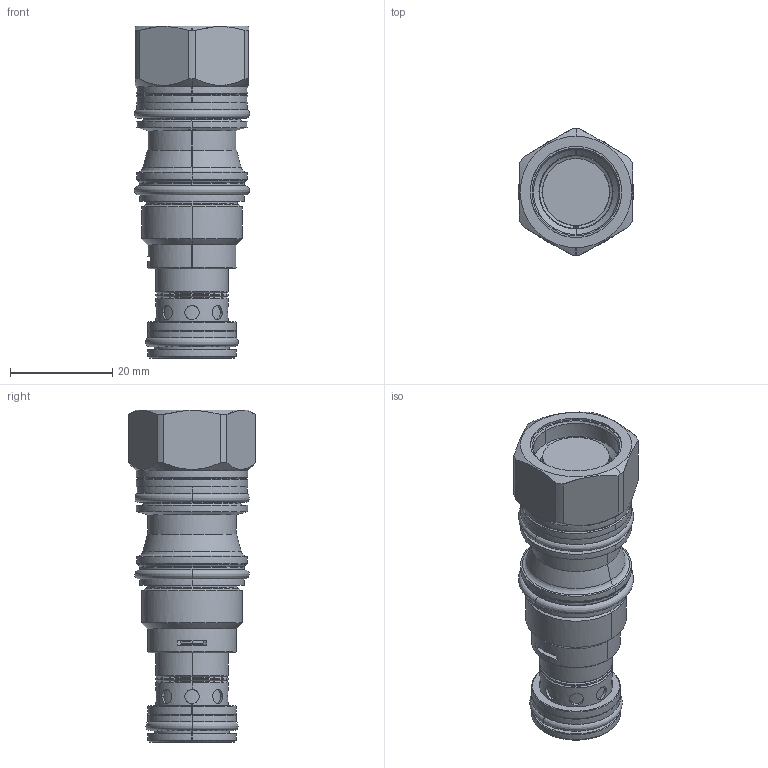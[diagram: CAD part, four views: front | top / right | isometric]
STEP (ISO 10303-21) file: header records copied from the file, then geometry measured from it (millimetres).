
FILE_DESCRIPTION((''),'2;1');
FILE_NAME('RSDC8WN_SW_PRT','2019-02-19T',('charlief'),(''),'PRO/ENGINEER BY PARAMETRIC TECHNOLOGY CORPORATION, 2016010','PRO/ENGINEER BY PARAMETRIC TECHNOLOGY CORPORATION, 2016010','');
FILE_SCHEMA(('CONFIG_CONTROL_DESIGN'));
Products named in the file (1): RSDC8WN_SW_PRT
Bounding box: 22.55 x 24.84 x 65.07 mm (x, y, z)
Surface area: 11631.2 mm2 (no closed solid volume)
Topology: 0 solids, 0 shells, 364 faces, 1844 edges, 1812 vertices
Faces by surface type: bspline 316, torus 48
Entity records: 53943 total; most frequent: CARTESIAN_POINT 38380, DIRECTION 2454, TRIMMED_CURVE 1950, DEFINITIONAL_REPRESENTATION 1780, PCURVE 1780, COMPOSITE_CURVE_SEGMENT 1780, VECTOR 1542, LINE 1542
